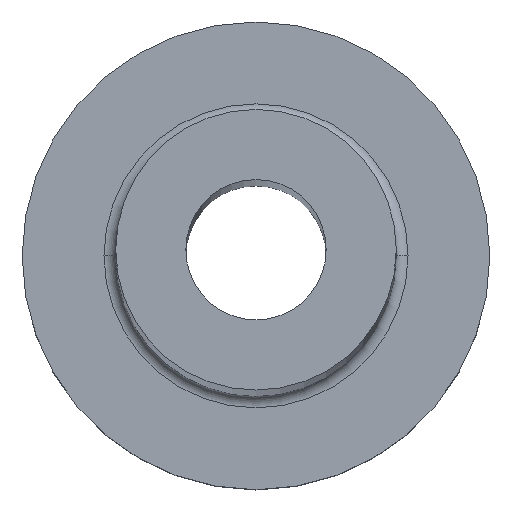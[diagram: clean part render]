
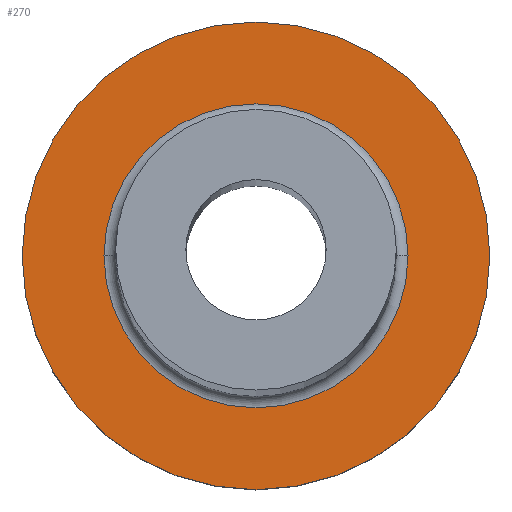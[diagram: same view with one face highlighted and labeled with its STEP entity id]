
A CAD part, top view. The second image highlights one B-rep face of the part: STEP entity #270.
In plain terms, the highlighted planar face has unit normal (0, 0, 1).
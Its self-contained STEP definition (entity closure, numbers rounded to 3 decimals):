
#8 = AXIS2_PLACEMENT_3D ( 'NONE', #208, #69, #206 ) ;
#9 = EDGE_CURVE ( 'NONE', #88, #20, #261, .T. ) ;
#11 = DIRECTION ( 'NONE',  ( 1., 0., 0. ) ) ;
#19 = VERTEX_POINT ( 'NONE', #149 ) ;
#20 = VERTEX_POINT ( 'NONE', #41 ) ;
#30 = AXIS2_PLACEMENT_3D ( 'NONE', #61, #94, #346 ) ;
#37 = CARTESIAN_POINT ( 'NONE',  ( -10., 0., 7. ) ) ;
#41 = CARTESIAN_POINT ( 'NONE',  ( 10., 0., 7. ) ) ;
#46 = CIRCLE ( 'NONE', #8, 10. ) ;
#52 = ORIENTED_EDGE ( 'NONE', *, *, #9, .T. ) ;
#61 = CARTESIAN_POINT ( 'NONE',  ( 0., 0., 7. ) ) ;
#63 = EDGE_CURVE ( 'NONE', #20, #88, #46, .T. ) ;
#67 = EDGE_LOOP ( 'NONE', ( #229, #305 ) ) ;
#69 = DIRECTION ( 'NONE',  ( 0., 0., 1. ) ) ;
#88 = VERTEX_POINT ( 'NONE', #37 ) ;
#94 = DIRECTION ( 'NONE',  ( 0., 0., 1. ) ) ;
#97 = CARTESIAN_POINT ( 'NONE',  ( 0., 0., 7. ) ) ;
#99 = AXIS2_PLACEMENT_3D ( 'NONE', #182, #300, #11 ) ;
#109 = ORIENTED_EDGE ( 'NONE', *, *, #63, .T. ) ;
#117 = CIRCLE ( 'NONE', #138, 6.5 ) ;
#136 = VERTEX_POINT ( 'NONE', #176 ) ;
#138 = AXIS2_PLACEMENT_3D ( 'NONE', #97, #213, #326 ) ;
#149 = CARTESIAN_POINT ( 'NONE',  ( -6.5, 0., 7. ) ) ;
#157 = DIRECTION ( 'NONE',  ( 1., 0., 0. ) ) ;
#159 = AXIS2_PLACEMENT_3D ( 'NONE', #240, #301, #157 ) ;
#176 = CARTESIAN_POINT ( 'NONE',  ( 6.5, 0., 7. ) ) ;
#182 = CARTESIAN_POINT ( 'NONE',  ( 0., 0., 7. ) ) ;
#206 = DIRECTION ( 'NONE',  ( 1., 0., 0. ) ) ;
#208 = CARTESIAN_POINT ( 'NONE',  ( 0., 0., 7. ) ) ;
#213 = DIRECTION ( 'NONE',  ( 0., 0., -1. ) ) ;
#216 = FACE_BOUND ( 'NONE', #67, .T. ) ;
#218 = FACE_OUTER_BOUND ( 'NONE', #337, .T. ) ;
#229 = ORIENTED_EDGE ( 'NONE', *, *, #307, .T. ) ;
#240 = CARTESIAN_POINT ( 'NONE',  ( 0., 0., 7. ) ) ;
#261 = CIRCLE ( 'NONE', #30, 10. ) ;
#270 = ADVANCED_FACE ( 'NONE', ( #216, #218 ), #333, .T. ) ;
#300 = DIRECTION ( 'NONE',  ( 0., 0., 1. ) ) ;
#301 = DIRECTION ( 'NONE',  ( 0., 0., -1. ) ) ;
#305 = ORIENTED_EDGE ( 'NONE', *, *, #331, .T. ) ;
#307 = EDGE_CURVE ( 'NONE', #136, #19, #320, .T. ) ;
#320 = CIRCLE ( 'NONE', #159, 6.5 ) ;
#326 = DIRECTION ( 'NONE',  ( 1., 0., 0. ) ) ;
#331 = EDGE_CURVE ( 'NONE', #19, #136, #117, .T. ) ;
#333 = PLANE ( 'NONE',  #99 ) ;
#337 = EDGE_LOOP ( 'NONE', ( #52, #109 ) ) ;
#346 = DIRECTION ( 'NONE',  ( 1., 0., 0. ) ) ;
